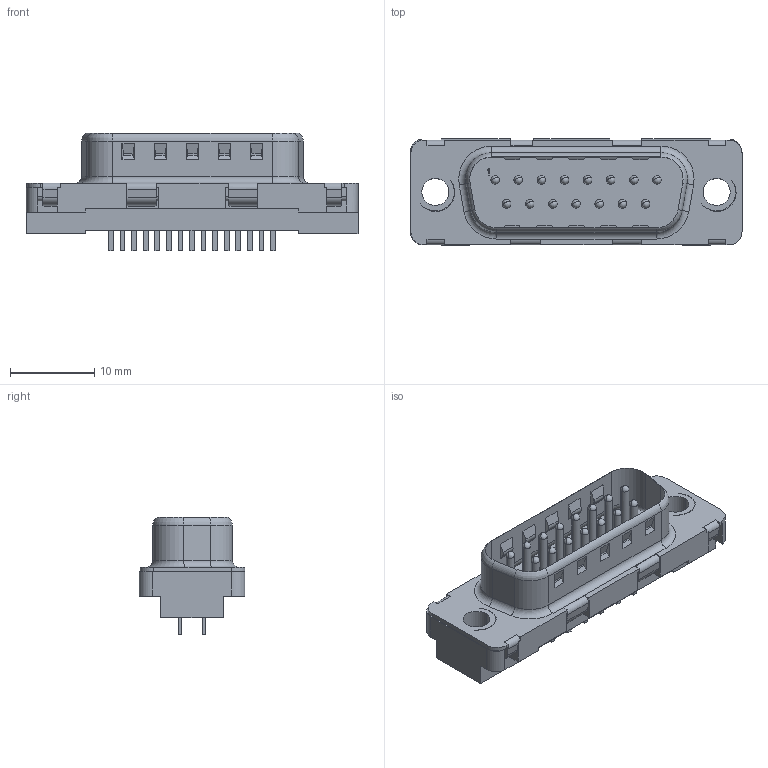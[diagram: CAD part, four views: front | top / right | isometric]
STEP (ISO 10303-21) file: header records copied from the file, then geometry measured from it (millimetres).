
FILE_DESCRIPTION((''),'2;1');
FILE_NAME('FCI_D15P24A4PA00LF.stp','2012-08-27T10:49:11',(''),(''),'Mechanical Desktop 2011','Mechanical Desktop 2011',', , ');
FILE_SCHEMA(('AUTOMOTIVE_DESIGN { 1 2 10303 214 1 1 1 1 }'));
Length unit declared in the file: millimetre
Products named in the file (1): Product
Bounding box: 39.32 x 12.55 x 13.9 mm (x, y, z)
Volume: 2324.6 mm3; surface area: 3021 mm2
Topology: 1 solids, 1 shells, 513 faces, 1381 edges, 895 vertices
Faces by surface type: plane 349, cylinder 122, sphere 30, torus 12
Entity records: 15848 total; most frequent: CARTESIAN_POINT 2756, DIRECTION 2709, ORIENTED_EDGE 2694, EDGE_CURVE 1347, VECTOR 1021, LINE 1021, VERTEX_POINT 887, AXIS2_PLACEMENT_3D 844
